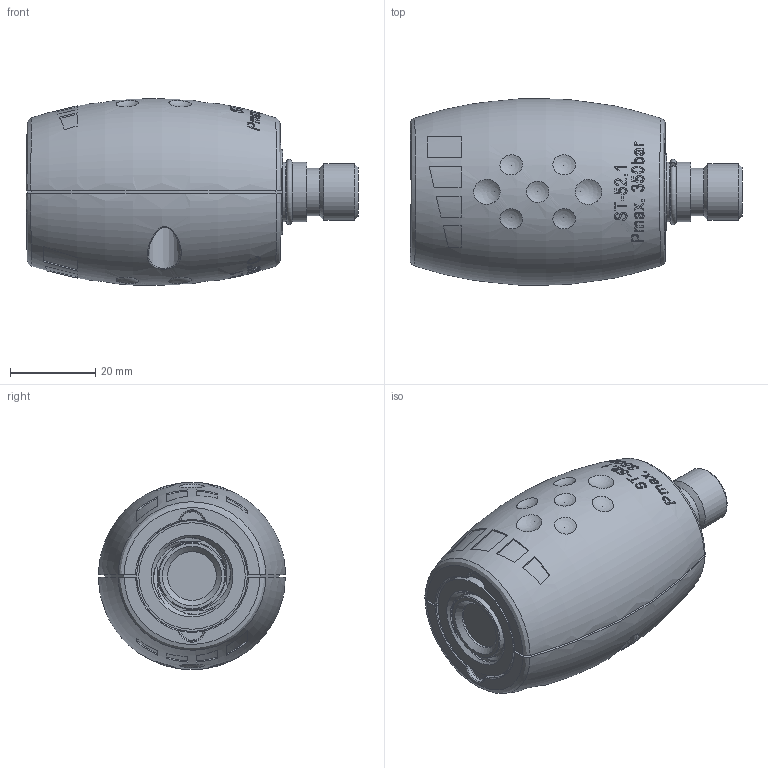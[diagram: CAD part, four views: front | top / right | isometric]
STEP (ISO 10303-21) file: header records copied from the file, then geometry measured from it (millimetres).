
FILE_DESCRIPTION(/* description */ ('Unknown'),/* implementation_level */ '2;1');
FILE_NAME(/* name */ '200052605_19_12_2022',/* time_stamp */ '2022-12-19T14:01:16+01:00',/* author */ ('Unknown'),/* organization */ ('Unknown'),/* preprocessor_version */ 'ST-DEVELOPER v18.102',/* originating_system */ 'Solid Edge',/* authorisation */ 'Unknown');
FILE_SCHEMA (('AUTOMOTIVE_DESIGN {1 0 10303 214 3 1 1}'));
Length unit declared in the file: millimetre
Products named in the file (1): Part6
Bounding box: 78 x 43.83 x 43.92 mm (x, y, z)
Volume: 76599.3 mm3; surface area: 16851.9 mm2
Topology: 1 solids, 1 shells, 771 faces, 2010 edges, 1290 vertices
Faces by surface type: plane 308, bspline 191, cylinder 110, torus 94, sphere 40, cone 28
Full cylindrical faces by diameter (mm): 5.9 x2, 6 x1, 6.1 x2, 6.9 x2, 11.2 x1, 11.445 x1, 12.8 x1, 13.16 x1, 14 x2, 15.6 x1, 15.8 x1, 25 x2
Entity records: 33736 total; most frequent: CARTESIAN_POINT 11736, ORIENTED_EDGE 3796, DIRECTION 2837, EDGE_CURVE 1898, VERTEX_POINT 1249, AXIS2_PLACEMENT_3D 1140, FACE_BOUND 899, EDGE_LOOP 897
